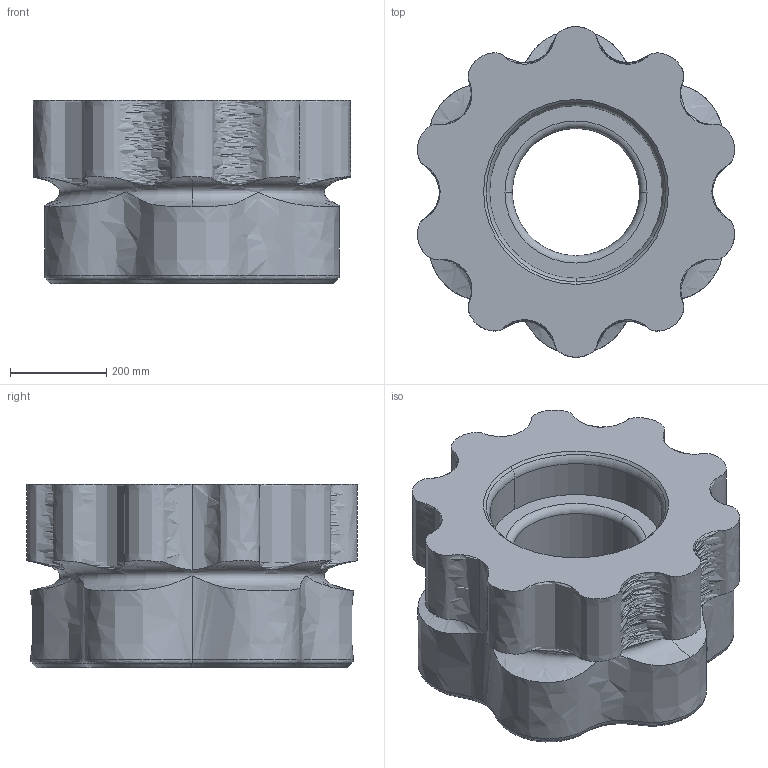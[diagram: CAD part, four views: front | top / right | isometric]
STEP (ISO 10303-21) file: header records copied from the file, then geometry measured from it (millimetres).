
FILE_DESCRIPTION((''),'2;1');
FILE_NAME('MD_117_E1P2_D29P6_DR5','2025-10-05T11:41:11',('ricca'),(''),'CREO PARAMETRIC BY PTC INC, 2022073','CREO PARAMETRIC BY PTC INC, 2022073','');
FILE_SCHEMA(('CONFIG_CONTROL_DESIGN'));
Length unit declared in the file: inch
Products named in the file (1): MD_117_E1P2_D29P6_DR5
Bounding box: 658.13 x 685.8 x 381 mm (x, y, z)
Volume: 57036638 mm3; surface area: 1460230.8 mm2
Topology: 1 solids, 1 shells, 32 faces, 72 edges, 44 vertices
Faces by surface type: torus 8, cylinder 6, plane 4, bspline 4, extrusion 4, cone 4, revolution 2
Entity records: 15052 total; most frequent: CARTESIAN_POINT 14320, ORIENTED_EDGE 144, DIRECTION 134, EDGE_CURVE 72, AXIS2_PLACEMENT_3D 56, VERTEX_POINT 44, EDGE_LOOP 36, CIRCLE 34
